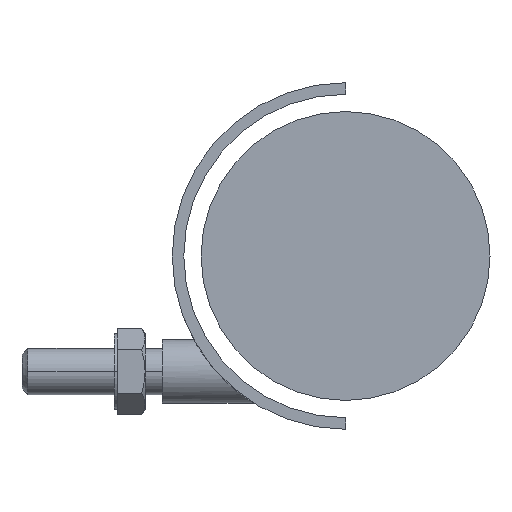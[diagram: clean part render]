
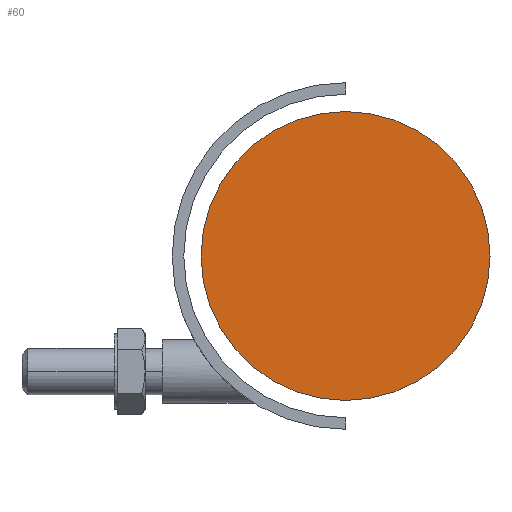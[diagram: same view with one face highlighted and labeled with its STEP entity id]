
A CAD part, left-side view. The second image highlights one B-rep face of the part: STEP entity #60.
In plain terms, the highlighted planar face has unit normal (-1, 0, 0).
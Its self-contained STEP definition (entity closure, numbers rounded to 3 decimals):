
#24 = EDGE_LOOP ( 'NONE', ( #26, #55 ) ) ;
#26 = ORIENTED_EDGE ( 'NONE', *, *, #234, .T. ) ;
#27 = EDGE_CURVE ( 'NONE', #232, #235, #608, .T. ) ;
#55 = ORIENTED_EDGE ( 'NONE', *, *, #27, .T. ) ;
#60 = ADVANCED_FACE ( 'NONE', ( #565 ), #560, .T. ) ;
#232 = VERTEX_POINT ( 'NONE', #939 ) ;
#234 = EDGE_CURVE ( 'NONE', #235, #232, #920, .T. ) ;
#235 = VERTEX_POINT ( 'NONE', #915 ) ;
#559 = AXIS2_PLACEMENT_3D ( 'NONE', #674, #673, #672 ) ;
#560 = PLANE ( 'NONE',  #559 ) ;
#565 = FACE_OUTER_BOUND ( 'NONE', #24, .T. ) ;
#586 = DIRECTION ( 'NONE',  ( 0., 1., 0. ) ) ;
#587 = DIRECTION ( 'NONE',  ( -1., 0., 0. ) ) ;
#588 = CARTESIAN_POINT ( 'NONE',  ( -23., -40., 19.953 ) ) ;
#589 = AXIS2_PLACEMENT_3D ( 'NONE', #588, #587, #586 ) ;
#608 = CIRCLE ( 'NONE', #589, 25. ) ;
#672 = DIRECTION ( 'NONE',  ( 0., 1., 0. ) ) ;
#673 = DIRECTION ( 'NONE',  ( -1., 0., 0. ) ) ;
#674 = CARTESIAN_POINT ( 'NONE',  ( -23., -40., -5.047 ) ) ;
#915 = CARTESIAN_POINT ( 'NONE',  ( -23., -15., 19.953 ) ) ;
#916 = DIRECTION ( 'NONE',  ( 0., 1., 0. ) ) ;
#917 = DIRECTION ( 'NONE',  ( -1., 0., 0. ) ) ;
#918 = CARTESIAN_POINT ( 'NONE',  ( -23., -40., 19.953 ) ) ;
#919 = AXIS2_PLACEMENT_3D ( 'NONE', #918, #917, #916 ) ;
#920 = CIRCLE ( 'NONE', #919, 25. ) ;
#939 = CARTESIAN_POINT ( 'NONE',  ( -23., -65., 19.953 ) ) ;
